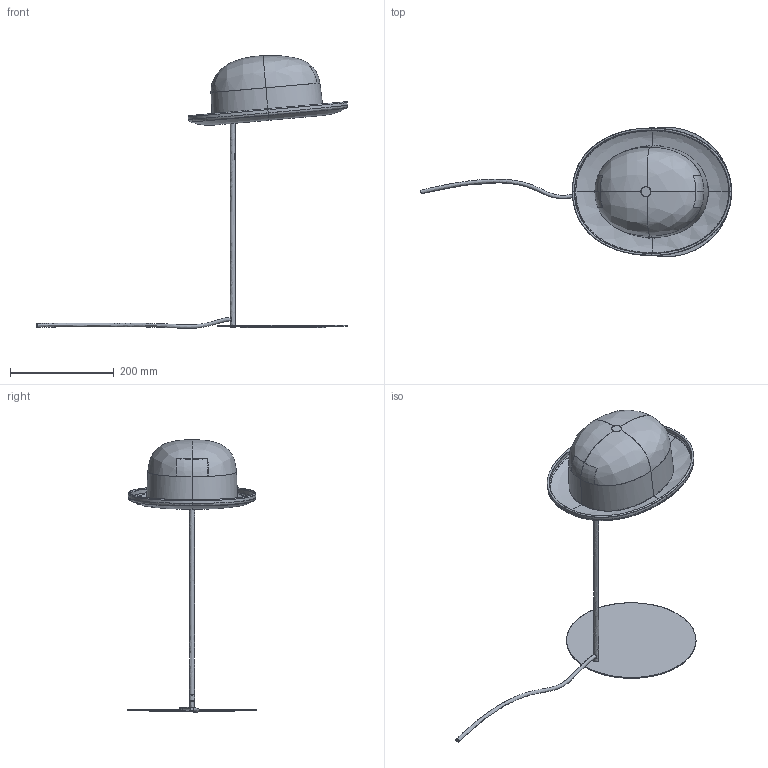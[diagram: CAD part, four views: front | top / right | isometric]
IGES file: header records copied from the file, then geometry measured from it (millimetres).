
Start section: SolidWorks IGES file using analytic representation for surfaces
Global section: file name:Innermost_Jeeves_Table_Lamp.igs; native system: Rhinoceros ( Dec 15 2008 ); preprocessor: Trout Lake IGES 012 Dec 15 2008; date: 130531.072911; units: millimetre
Bounding box: 600.39 x 250 x 526.06 mm (x, y, z)
Surface area: 427589.9 mm2 (no closed solid volume)
Topology: 0 solids, 0 shells, 78 faces, 13190 edges, 13192 vertices
Faces by surface type: bspline 78
